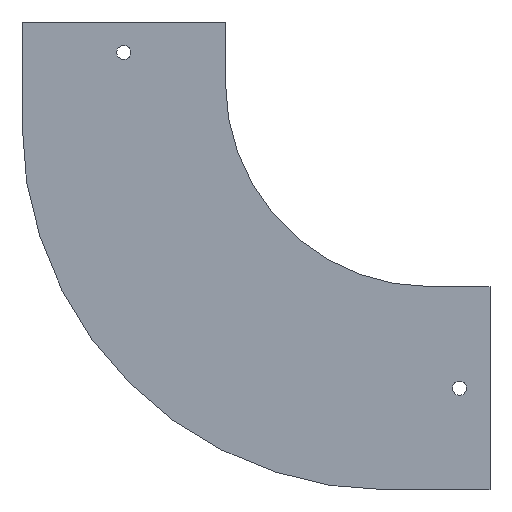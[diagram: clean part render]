
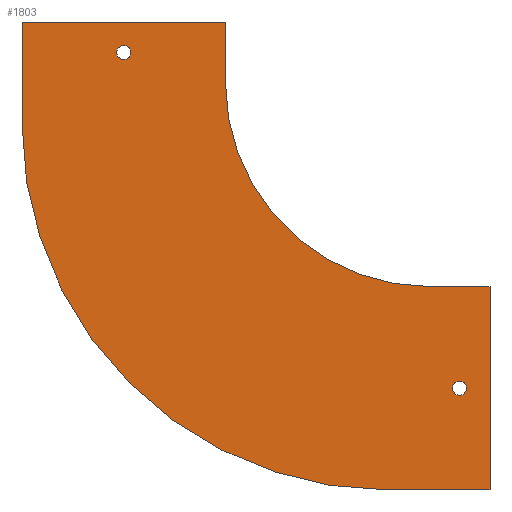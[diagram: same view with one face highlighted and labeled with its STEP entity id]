
A CAD part, front view. The second image highlights one B-rep face of the part: STEP entity #1803.
In plain terms, the highlighted planar face has unit normal (0, -1, 0).
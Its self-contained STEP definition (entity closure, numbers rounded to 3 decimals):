
#2 = VERTEX_POINT ( 'NONE', #1258 ) ;
#106 = CARTESIAN_POINT ( 'NONE',  ( 0., 0., -15. ) ) ;
#107 = DIRECTION ( 'NONE',  ( 0., -1., 0. ) ) ;
#108 = DIRECTION ( 'NONE',  ( 0., 0., -1. ) ) ;
#110 = CARTESIAN_POINT ( 'NONE',  ( 165., 0., -180. ) ) ;
#111 = DIRECTION ( 'NONE',  ( 0., -1., 0. ) ) ;
#112 = DIRECTION ( 'NONE',  ( 0., 0., -1. ) ) ;
#204 = CARTESIAN_POINT ( 'NONE',  ( 180., 0., -130. ) ) ;
#205 = DIRECTION ( 'NONE',  ( 1., 0., 0. ) ) ;
#224 = CARTESIAN_POINT ( 'NONE',  ( 180., 0., -230. ) ) ;
#225 = DIRECTION ( 'NONE',  ( 0., 0., -1. ) ) ;
#244 = CARTESIAN_POINT ( 'NONE',  ( 130., 0., -230. ) ) ;
#280 = ORIENTED_EDGE ( 'NONE', *, *, #1327, .F. ) ;
#281 = ORIENTED_EDGE ( 'NONE', *, *, #1326, .F. ) ;
#282 = ORIENTED_EDGE ( 'NONE', *, *, #1480, .F. ) ;
#283 = ORIENTED_EDGE ( 'NONE', *, *, #1468, .F. ) ;
#284 = ORIENTED_EDGE ( 'NONE', *, *, #1462, .F. ) ;
#285 = ORIENTED_EDGE ( 'NONE', *, *, #1278, .F. ) ;
#286 = ORIENTED_EDGE ( 'NONE', *, *, #1287, .F. ) ;
#287 = ORIENTED_EDGE ( 'NONE', *, *, #1269, .F. ) ;
#288 = ORIENTED_EDGE ( 'NONE', *, *, #1264, .F. ) ;
#289 = ORIENTED_EDGE ( 'NONE', *, *, #1768, .F. ) ;
#504 = LINE ( 'NONE', #1219, #508 ) ;
#508 = VECTOR ( 'NONE', #1220, 1000. ) ;
#514 = LINE ( 'NONE', #1204, #517 ) ;
#517 = VECTOR ( 'NONE', #1203, 1000. ) ;
#528 = CIRCLE ( 'NONE', #1335, 100. ) ;
#553 = DIRECTION ( 'NONE',  ( 0., 0., -1. ) ) ;
#554 = DIRECTION ( 'NONE',  ( 0., -1., 0. ) ) ;
#555 = CARTESIAN_POINT ( 'NONE',  ( 150., 0., -30. ) ) ;
#592 = CARTESIAN_POINT ( 'NONE',  ( 165., 0., -183.5 ) ) ;
#593 = CARTESIAN_POINT ( 'NONE',  ( 0., 0., -18.5 ) ) ;
#622 = DIRECTION ( 'NONE',  ( -1., 0., 0. ) ) ;
#635 = CARTESIAN_POINT ( 'NONE',  ( 180., 0., -230. ) ) ;
#645 = CARTESIAN_POINT ( 'NONE',  ( 150., 0., -130. ) ) ;
#647 = CARTESIAN_POINT ( 'NONE',  ( 180., 0., -130. ) ) ;
#652 = CARTESIAN_POINT ( 'NONE',  ( 50., 0., -30. ) ) ;
#667 = CARTESIAN_POINT ( 'NONE',  ( -50., 0., 0. ) ) ;
#668 = CARTESIAN_POINT ( 'NONE',  ( 50., 0., 0. ) ) ;
#673 = CARTESIAN_POINT ( 'NONE',  ( -50., 0., -50. ) ) ;
#717 = CARTESIAN_POINT ( 'NONE',  ( 130., 0., -50. ) ) ;
#718 = DIRECTION ( 'NONE',  ( 0., 1., 0. ) ) ;
#719 = DIRECTION ( 'NONE',  ( 0., 0., 1. ) ) ;
#832 = DIRECTION ( 'NONE',  ( 0., 1., 0. ) ) ;
#834 = CARTESIAN_POINT ( 'NONE',  ( 130., 0., -50. ) ) ;
#835 = PLANE ( 'NONE',  #1399 ) ;
#837 = DIRECTION ( 'NONE',  ( 0., 0., 1. ) ) ;
#901 = LINE ( 'NONE', #1415, #906 ) ;
#906 = VECTOR ( 'NONE', #1416, 1000. ) ;
#956 = CIRCLE ( 'NONE', #1354, 3.5 ) ;
#959 = CIRCLE ( 'NONE', #1355, 3.5 ) ;
#1042 = LINE ( 'NONE', #204, #1044 ) ;
#1044 = VECTOR ( 'NONE', #205, 1000. ) ;
#1053 = LINE ( 'NONE', #224, #1056 ) ;
#1056 = VECTOR ( 'NONE', #225, 1000. ) ;
#1074 = LINE ( 'NONE', #244, #1076 ) ;
#1076 = VECTOR ( 'NONE', #622, 1000. ) ;
#1089 = CIRCLE ( 'NONE', #1368, 180. ) ;
#1140 = FACE_BOUND ( 'NONE', #1595, .T. ) ;
#1146 = FACE_OUTER_BOUND ( 'NONE', #1593, .T. ) ;
#1151 = FACE_BOUND ( 'NONE', #1598, .T. ) ;
#1203 = DIRECTION ( 'NONE',  ( 1., 0., 0. ) ) ;
#1204 = CARTESIAN_POINT ( 'NONE',  ( -50., 0., 0. ) ) ;
#1219 = CARTESIAN_POINT ( 'NONE',  ( -50., 0., 0. ) ) ;
#1220 = DIRECTION ( 'NONE',  ( 0., 0., 1. ) ) ;
#1258 = CARTESIAN_POINT ( 'NONE',  ( 130., 0., -230. ) ) ;
#1264 = EDGE_CURVE ( 'NONE', #1523, #1517, #504, .T. ) ;
#1269 = EDGE_CURVE ( 'NONE', #1517, #1518, #514, .T. ) ;
#1278 = EDGE_CURVE ( 'NONE', #1502, #1495, #528, .T. ) ;
#1287 = EDGE_CURVE ( 'NONE', #1518, #1502, #901, .T. ) ;
#1326 = EDGE_CURVE ( 'NONE', #1681, #1681, #956, .T. ) ;
#1327 = EDGE_CURVE ( 'NONE', #1685, #1685, #959, .T. ) ;
#1335 = AXIS2_PLACEMENT_3D ( 'NONE', #555, #554, #553 ) ;
#1354 = AXIS2_PLACEMENT_3D ( 'NONE', #106, #107, #108 ) ;
#1355 = AXIS2_PLACEMENT_3D ( 'NONE', #110, #111, #112 ) ;
#1368 = AXIS2_PLACEMENT_3D ( 'NONE', #717, #718, #719 ) ;
#1399 = AXIS2_PLACEMENT_3D ( 'NONE', #834, #832, #837 ) ;
#1415 = CARTESIAN_POINT ( 'NONE',  ( 50., 0., 0. ) ) ;
#1416 = DIRECTION ( 'NONE',  ( 0., 0., -1. ) ) ;
#1462 = EDGE_CURVE ( 'NONE', #1495, #1497, #1042, .T. ) ;
#1468 = EDGE_CURVE ( 'NONE', #1497, #1484, #1053, .T. ) ;
#1480 = EDGE_CURVE ( 'NONE', #1484, #2, #1074, .T. ) ;
#1484 = VERTEX_POINT ( 'NONE', #635 ) ;
#1495 = VERTEX_POINT ( 'NONE', #645 ) ;
#1497 = VERTEX_POINT ( 'NONE', #647 ) ;
#1502 = VERTEX_POINT ( 'NONE', #652 ) ;
#1517 = VERTEX_POINT ( 'NONE', #667 ) ;
#1518 = VERTEX_POINT ( 'NONE', #668 ) ;
#1523 = VERTEX_POINT ( 'NONE', #673 ) ;
#1593 = EDGE_LOOP ( 'NONE', ( #282, #283, #284, #285, #286, #287, #288, #289 ) ) ;
#1595 = EDGE_LOOP ( 'NONE', ( #280 ) ) ;
#1598 = EDGE_LOOP ( 'NONE', ( #281 ) ) ;
#1681 = VERTEX_POINT ( 'NONE', #593 ) ;
#1685 = VERTEX_POINT ( 'NONE', #592 ) ;
#1768 = EDGE_CURVE ( 'NONE', #2, #1523, #1089, .T. ) ;
#1803 = ADVANCED_FACE ( 'NONE', ( #1140, #1151, #1146 ), #835, .F. ) ;
